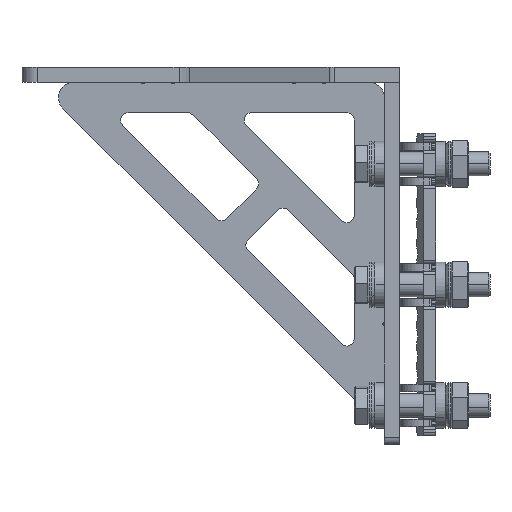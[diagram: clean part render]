
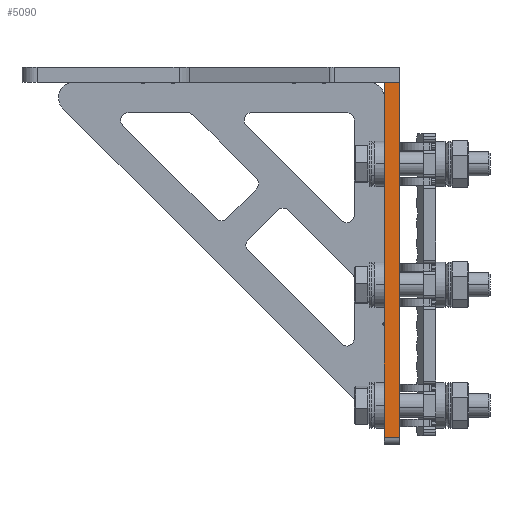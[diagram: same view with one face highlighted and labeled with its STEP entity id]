
A CAD part, left-side view. The second image highlights one B-rep face of the part: STEP entity #5090.
In plain terms, the highlighted planar face has unit normal (-1, 0, 0).
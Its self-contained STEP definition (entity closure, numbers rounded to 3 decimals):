
#3719 = LINE ( 'NONE', #26339, #32413 ) ;
#4162 = CARTESIAN_POINT ( 'NONE',  ( -68.357, -5.649, 250. ) ) ;
#4487 = ORIENTED_EDGE ( 'NONE', *, *, #20388, .F. ) ;
#5090 = ADVANCED_FACE ( 'NONE', ( #30834 ), #30138, .F. ) ;
#5813 = VERTEX_POINT ( 'NONE', #22460 ) ;
#6071 = VECTOR ( 'NONE', #16018, 1000. ) ;
#7456 = LINE ( 'NONE', #40446, #25415 ) ;
#8274 = DIRECTION ( 'NONE',  ( 0., 0., -1. ) ) ;
#11039 = DIRECTION ( 'NONE',  ( 0., 0., 1. ) ) ;
#12940 = ORIENTED_EDGE ( 'NONE', *, *, #29190, .F. ) ;
#14408 = CARTESIAN_POINT ( 'NONE',  ( -68.357, 4.351, 15. ) ) ;
#15012 = CARTESIAN_POINT ( 'NONE',  ( -68.357, 4.351, 250. ) ) ;
#15307 = DIRECTION ( 'NONE',  ( 0., 0., 1. ) ) ;
#15624 = LINE ( 'NONE', #23084, #6071 ) ;
#16018 = DIRECTION ( 'NONE',  ( 0., -1., 0. ) ) ;
#20388 = EDGE_CURVE ( 'NONE', #30806, #5813, #15624, .T. ) ;
#22244 = VECTOR ( 'NONE', #11039, 1000. ) ;
#22460 = CARTESIAN_POINT ( 'NONE',  ( -68.357, -5.649, 250. ) ) ;
#23084 = CARTESIAN_POINT ( 'NONE',  ( -68.357, 4.351, 250. ) ) ;
#23434 = AXIS2_PLACEMENT_3D ( 'NONE', #15012, #44418, #8274 ) ;
#25415 = VECTOR ( 'NONE', #15307, 1000. ) ;
#26339 = CARTESIAN_POINT ( 'NONE',  ( -68.357, 4.351, 15. ) ) ;
#26353 = EDGE_CURVE ( 'NONE', #26839, #42079, #3719, .T. ) ;
#26839 = VERTEX_POINT ( 'NONE', #14408 ) ;
#29190 = EDGE_CURVE ( 'NONE', #26839, #30806, #7456, .T. ) ;
#29568 = ORIENTED_EDGE ( 'NONE', *, *, #31658, .T. ) ;
#30138 = PLANE ( 'NONE',  #23434 ) ;
#30806 = VERTEX_POINT ( 'NONE', #34588 ) ;
#30834 = FACE_OUTER_BOUND ( 'NONE', #44268, .T. ) ;
#31658 = EDGE_CURVE ( 'NONE', #42079, #5813, #38043, .T. ) ;
#32413 = VECTOR ( 'NONE', #43972, 1000. ) ;
#33706 = ORIENTED_EDGE ( 'NONE', *, *, #26353, .T. ) ;
#34588 = CARTESIAN_POINT ( 'NONE',  ( -68.357, 4.351, 250. ) ) ;
#38043 = LINE ( 'NONE', #4162, #22244 ) ;
#38631 = CARTESIAN_POINT ( 'NONE',  ( -68.357, -5.649, 15. ) ) ;
#40446 = CARTESIAN_POINT ( 'NONE',  ( -68.357, 4.351, 250. ) ) ;
#42079 = VERTEX_POINT ( 'NONE', #38631 ) ;
#43972 = DIRECTION ( 'NONE',  ( 0., -1., 0. ) ) ;
#44268 = EDGE_LOOP ( 'NONE', ( #12940, #33706, #29568, #4487 ) ) ;
#44418 = DIRECTION ( 'NONE',  ( 1., 0., 0. ) ) ;
